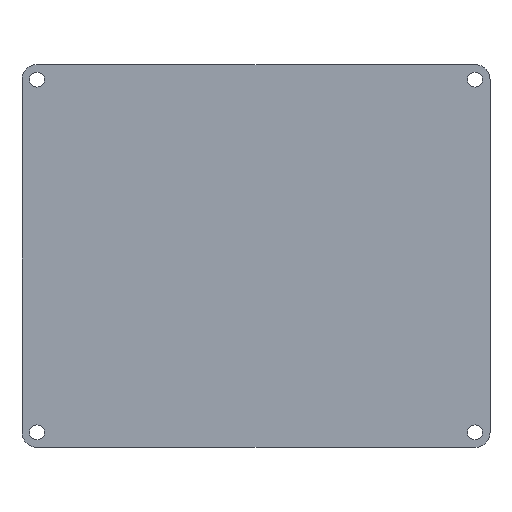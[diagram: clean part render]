
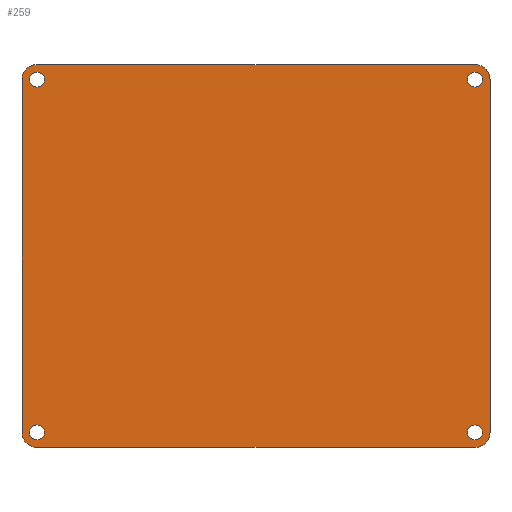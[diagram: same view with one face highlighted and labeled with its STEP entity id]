
A CAD part, top view. The second image highlights one B-rep face of the part: STEP entity #259.
In plain terms, the highlighted planar face has unit normal (0, 0, 1).
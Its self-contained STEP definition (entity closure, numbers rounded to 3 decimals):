
#42 = VERTEX_POINT('',#43);
#43 = CARTESIAN_POINT('',(93.6,3.2,1.6));
#49 = EDGE_CURVE('',#42,#50,#52,.T.);
#50 = VERTEX_POINT('',#51);
#51 = CARTESIAN_POINT('',(96.797,0.18,1.6));
#52 = CIRCLE('',#53,3.198);
#53 = AXIS2_PLACEMENT_3D('',#54,#55,#56);
#54 = CARTESIAN_POINT('',(93.604,0.002,1.6));
#55 = DIRECTION('',(0.,0.,-1.));
#56 = DIRECTION('',(-0.001,1.,0.));
#84 = VERTEX_POINT('',#85);
#85 = CARTESIAN_POINT('',(0.,3.2,1.6));
#91 = EDGE_CURVE('',#84,#42,#92,.T.);
#92 = LINE('',#93,#94);
#93 = CARTESIAN_POINT('',(0.,3.2,1.6));
#94 = VECTOR('',#95,1.);
#95 = DIRECTION('',(1.,0.,0.));
#113 = EDGE_CURVE('',#50,#114,#116,.T.);
#114 = VERTEX_POINT('',#115);
#115 = CARTESIAN_POINT('',(96.8,0.,1.6));
#116 = LINE('',#117,#118);
#117 = CARTESIAN_POINT('',(96.797,0.18,1.6));
#118 = VECTOR('',#119,1.);
#119 = DIRECTION('',(0.014,-1.,0.));
#259 = ADVANCED_FACE('',(#260,#330,#341,#352,#363),#374,.T.);
#260 = FACE_BOUND('',#261,.T.);
#261 = EDGE_LOOP('',(#262,#263,#264,#272,#281,#289,#298,#306,#314,#323,
    #329));
#262 = ORIENTED_EDGE('',*,*,#49,.F.);
#263 = ORIENTED_EDGE('',*,*,#91,.F.);
#264 = ORIENTED_EDGE('',*,*,#265,.F.);
#265 = EDGE_CURVE('',#266,#84,#268,.T.);
#266 = VERTEX_POINT('',#267);
#267 = CARTESIAN_POINT('',(-0.18,3.197,1.6));
#268 = LINE('',#269,#270);
#269 = CARTESIAN_POINT('',(-0.18,3.197,1.6));
#270 = VECTOR('',#271,1.);
#271 = DIRECTION('',(1.,0.014,0.));
#272 = ORIENTED_EDGE('',*,*,#273,.F.);
#273 = EDGE_CURVE('',#274,#266,#276,.T.);
#274 = VERTEX_POINT('',#275);
#275 = CARTESIAN_POINT('',(-3.2,0.,1.6));
#276 = CIRCLE('',#277,3.198);
#277 = AXIS2_PLACEMENT_3D('',#278,#279,#280);
#278 = CARTESIAN_POINT('',(-0.002,0.004,1.6));
#279 = DIRECTION('',(0.,0.,-1.));
#280 = DIRECTION('',(-1.,-0.001,-0.));
#281 = ORIENTED_EDGE('',*,*,#282,.F.);
#282 = EDGE_CURVE('',#283,#274,#285,.T.);
#283 = VERTEX_POINT('',#284);
#284 = CARTESIAN_POINT('',(-3.2,-75.41,1.6));
#285 = LINE('',#286,#287);
#286 = CARTESIAN_POINT('',(-3.2,-75.41,1.6));
#287 = VECTOR('',#288,1.);
#288 = DIRECTION('',(0.,1.,0.));
#289 = ORIENTED_EDGE('',*,*,#290,.F.);
#290 = EDGE_CURVE('',#291,#283,#293,.T.);
#291 = VERTEX_POINT('',#292);
#292 = CARTESIAN_POINT('',(0.,-78.61,1.6));
#293 = CIRCLE('',#294,3.2);
#294 = AXIS2_PLACEMENT_3D('',#295,#296,#297);
#295 = CARTESIAN_POINT('',(0.,-75.41,1.6));
#296 = DIRECTION('',(0.,0.,-1.));
#297 = DIRECTION('',(0.,-1.,0.));
#298 = ORIENTED_EDGE('',*,*,#299,.F.);
#299 = EDGE_CURVE('',#300,#291,#302,.T.);
#300 = VERTEX_POINT('',#301);
#301 = CARTESIAN_POINT('',(93.6,-78.61,1.6));
#302 = LINE('',#303,#304);
#303 = CARTESIAN_POINT('',(93.6,-78.61,1.6));
#304 = VECTOR('',#305,1.);
#305 = DIRECTION('',(-1.,0.,0.));
#306 = ORIENTED_EDGE('',*,*,#307,.F.);
#307 = EDGE_CURVE('',#308,#300,#310,.T.);
#308 = VERTEX_POINT('',#309);
#309 = CARTESIAN_POINT('',(93.78,-78.607,1.6));
#310 = LINE('',#311,#312);
#311 = CARTESIAN_POINT('',(93.78,-78.607,1.6));
#312 = VECTOR('',#313,1.);
#313 = DIRECTION('',(-1.,-0.014,0.));
#314 = ORIENTED_EDGE('',*,*,#315,.F.);
#315 = EDGE_CURVE('',#316,#308,#318,.T.);
#316 = VERTEX_POINT('',#317);
#317 = CARTESIAN_POINT('',(96.8,-75.41,1.6));
#318 = CIRCLE('',#319,3.198);
#319 = AXIS2_PLACEMENT_3D('',#320,#321,#322);
#320 = CARTESIAN_POINT('',(93.602,-75.414,1.6));
#321 = DIRECTION('',(0.,0.,-1.));
#322 = DIRECTION('',(1.,0.001,0.));
#323 = ORIENTED_EDGE('',*,*,#324,.F.);
#324 = EDGE_CURVE('',#114,#316,#325,.T.);
#325 = LINE('',#326,#327);
#326 = CARTESIAN_POINT('',(96.8,0.,1.6));
#327 = VECTOR('',#328,1.);
#328 = DIRECTION('',(0.,-1.,0.));
#329 = ORIENTED_EDGE('',*,*,#113,.F.);
#330 = FACE_BOUND('',#331,.T.);
#331 = EDGE_LOOP('',(#332));
#332 = ORIENTED_EDGE('',*,*,#333,.T.);
#333 = EDGE_CURVE('',#334,#334,#336,.T.);
#334 = VERTEX_POINT('',#335);
#335 = CARTESIAN_POINT('',(0.,-77.01,1.6));
#336 = CIRCLE('',#337,1.6);
#337 = AXIS2_PLACEMENT_3D('',#338,#339,#340);
#338 = CARTESIAN_POINT('',(0.,-75.41,1.6));
#339 = DIRECTION('',(-0.,0.,-1.));
#340 = DIRECTION('',(0.,-1.,-0.));
#341 = FACE_BOUND('',#342,.T.);
#342 = EDGE_LOOP('',(#343));
#343 = ORIENTED_EDGE('',*,*,#344,.T.);
#344 = EDGE_CURVE('',#345,#345,#347,.T.);
#345 = VERTEX_POINT('',#346);
#346 = CARTESIAN_POINT('',(93.6,-77.01,1.6));
#347 = CIRCLE('',#348,1.6);
#348 = AXIS2_PLACEMENT_3D('',#349,#350,#351);
#349 = CARTESIAN_POINT('',(93.6,-75.41,1.6));
#350 = DIRECTION('',(-0.,0.,-1.));
#351 = DIRECTION('',(-0.,-1.,0.));
#352 = FACE_BOUND('',#353,.T.);
#353 = EDGE_LOOP('',(#354));
#354 = ORIENTED_EDGE('',*,*,#355,.T.);
#355 = EDGE_CURVE('',#356,#356,#358,.T.);
#356 = VERTEX_POINT('',#357);
#357 = CARTESIAN_POINT('',(0.,-1.6,1.6));
#358 = CIRCLE('',#359,1.6);
#359 = AXIS2_PLACEMENT_3D('',#360,#361,#362);
#360 = CARTESIAN_POINT('',(0.,0.,1.6));
#361 = DIRECTION('',(-0.,0.,-1.));
#362 = DIRECTION('',(0.,-1.,-0.));
#363 = FACE_BOUND('',#364,.T.);
#364 = EDGE_LOOP('',(#365));
#365 = ORIENTED_EDGE('',*,*,#366,.T.);
#366 = EDGE_CURVE('',#367,#367,#369,.T.);
#367 = VERTEX_POINT('',#368);
#368 = CARTESIAN_POINT('',(93.6,-1.6,1.6));
#369 = CIRCLE('',#370,1.6);
#370 = AXIS2_PLACEMENT_3D('',#371,#372,#373);
#371 = CARTESIAN_POINT('',(93.6,0.,1.6));
#372 = DIRECTION('',(-0.,0.,-1.));
#373 = DIRECTION('',(-0.,-1.,0.));
#374 = PLANE('',#375);
#375 = AXIS2_PLACEMENT_3D('',#376,#377,#378);
#376 = CARTESIAN_POINT('',(0.,0.,1.6));
#377 = DIRECTION('',(0.,0.,1.));
#378 = DIRECTION('',(1.,0.,-0.));
